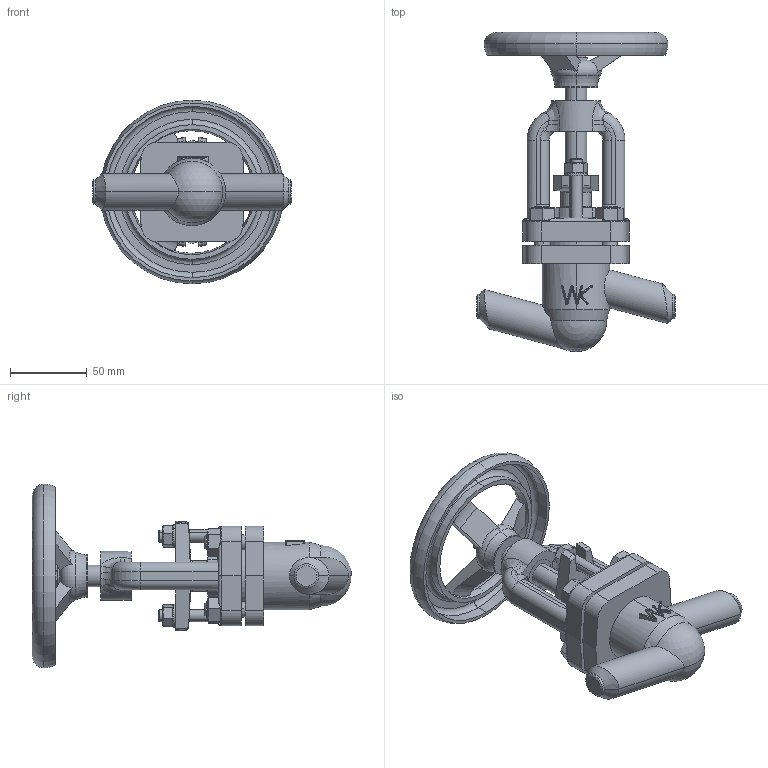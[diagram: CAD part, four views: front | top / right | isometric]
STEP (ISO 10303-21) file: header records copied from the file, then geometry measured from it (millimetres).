
FILE_DESCRIPTION (( 'STEP AP214' ), '1' );
FILE_NAME ('218S DN15 uproszczony.STEP', '2015-05-29T09:54:07', ( '' ), ( '' ), 'SwSTEP 2.0', 'SolidWorks 2015', '' );
FILE_SCHEMA (( 'AUTOMOTIVE_DESIGN' ));
Length unit declared in the file: millimetre
Products named in the file (1): 218S DN15 uproszczony
Bounding box: 130 x 208.5 x 120 mm (x, y, z)
Volume: 389846 mm3; surface area: 86716.4 mm2
Topology: 1 solids, 1 shells, 454 faces, 1136 edges, 688 vertices
Faces by surface type: plane 155, cylinder 150, cone 60, bspline 36, torus 34, sphere 19
Entity records: 20052 total; most frequent: CARTESIAN_POINT 6644, ORIENTED_EDGE 2234, DIRECTION 2022, EDGE_CURVE 1117, AXIS2_PLACEMENT_3D 822, VERTEX_POINT 686, EDGE_LOOP 497, FACE_OUTER_BOUND 454
